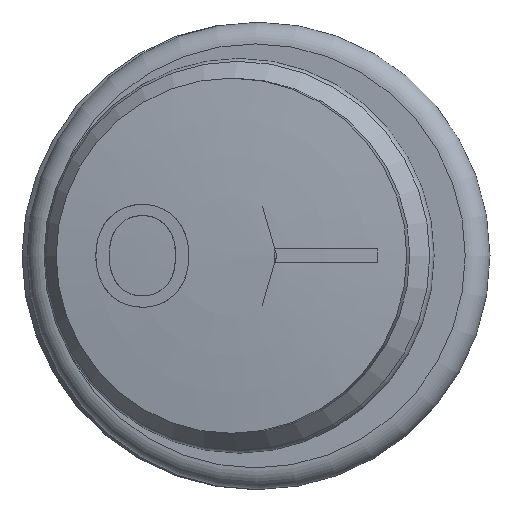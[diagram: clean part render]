
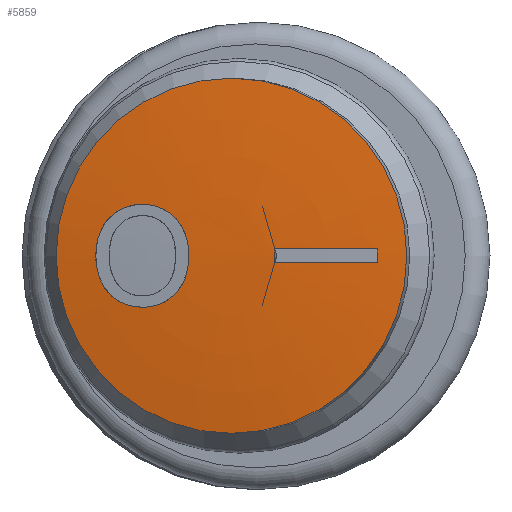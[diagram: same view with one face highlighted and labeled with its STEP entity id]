
A CAD part, top view. The second image highlights one B-rep face of the part: STEP entity #5859.
In plain terms, the highlighted toroidal (fillet/blend) face has major radius 1.27 mm and minor radius 108.622 mm.
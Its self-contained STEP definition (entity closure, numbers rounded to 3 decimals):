
#19=VERTEX_LOOP('',#3513);
#21=DEGENERATE_TOROIDAL_SURFACE('',#6441,1.27,108.622,
 .F.);
#301=B_SPLINE_CURVE_WITH_KNOTS('',3,(#11843,#11844,#11845,#11846,#11847,
#11848,#11849,#11850,#11851),.UNSPECIFIED.,.F.,.F.,(4,1,1,1,1,1,4),(0.,
0.25,0.5,0.563,0.625,0.75,1.),.UNSPECIFIED.);
#302=B_SPLINE_CURVE_WITH_KNOTS('',3,(#11854,#11855,#11856,#11857,#11858,
#11859,#11860,#11861,#11862,#11863,#11864,#11865,#11866,#11867,#11868,#11869,
#11870,#11871),.UNSPECIFIED.,.F.,.F.,(4,1,1,1,1,1,1,1,1,1,1,1,1,1,1,4),
(-0.004,-0.002,-0.002,-0.001,
0.,0.001,0.002,0.003,
0.004,0.005,0.006,0.006,
0.007,0.008,0.009,0.01),
 .UNSPECIFIED.);
#303=B_SPLINE_CURVE_WITH_KNOTS('',3,(#11872,#11873,#11874,#11875),
 .UNSPECIFIED.,.F.,.F.,(4,4),(0.,0.001),
 .UNSPECIFIED.);
#304=B_SPLINE_CURVE_WITH_KNOTS('',3,(#11878,#11879,#11880,#11881),
 .UNSPECIFIED.,.F.,.F.,(4,4),(0.,0.006),
 .UNSPECIFIED.);
#305=B_SPLINE_CURVE_WITH_KNOTS('',3,(#11883,#11884,#11885,#11886),
 .UNSPECIFIED.,.F.,.F.,(4,4),(0.,0.001),
 .UNSPECIFIED.);
#306=B_SPLINE_CURVE_WITH_KNOTS('',3,(#11888,#11889,#11890,#11891),
 .UNSPECIFIED.,.F.,.F.,(4,4),(0.,0.006),
 .UNSPECIFIED.);
#446=CIRCLE('',#6442,9.5);
#2089=ORIENTED_EDGE('',*,*,#2943,.T.);
#2090=ORIENTED_EDGE('',*,*,#2944,.T.);
#2091=ORIENTED_EDGE('',*,*,#2945,.F.);
#2092=ORIENTED_EDGE('',*,*,#2946,.T.);
#2093=ORIENTED_EDGE('',*,*,#2947,.F.);
#2094=ORIENTED_EDGE('',*,*,#2948,.F.);
#2095=ORIENTED_EDGE('',*,*,#2949,.F.);
#2943=EDGE_CURVE('',#3507,#3508,#301,.T.);
#2944=EDGE_CURVE('',#3508,#3507,#302,.T.);
#2945=EDGE_CURVE('',#3509,#3510,#303,.T.);
#2946=EDGE_CURVE('',#3509,#3511,#304,.T.);
#2947=EDGE_CURVE('',#3512,#3511,#305,.T.);
#2948=EDGE_CURVE('',#3510,#3512,#306,.T.);
#2949=EDGE_CURVE('',#3514,#3514,#446,.T.);
#3507=VERTEX_POINT('',#11852);
#3508=VERTEX_POINT('',#11853);
#3509=VERTEX_POINT('',#11876);
#3510=VERTEX_POINT('',#11877);
#3511=VERTEX_POINT('',#11882);
#3512=VERTEX_POINT('',#11887);
#3513=VERTEX_POINT('',#11892);
#3514=VERTEX_POINT('',#11894);
#4945=EDGE_LOOP('',(#2089,#2090));
#4946=EDGE_LOOP('',(#2091,#2092,#2093,#2094));
#4947=EDGE_LOOP('',(#2095));
#5327=FACE_BOUND('',#4945,.T.);
#5328=FACE_BOUND('',#4946,.T.);
#5329=FACE_BOUND('',#19,.T.);
#5330=FACE_BOUND('',#4947,.T.);
#5859=ADVANCED_FACE('',(#5327,#5328,#5329,#5330),#21,.F.);
#6441=AXIS2_PLACEMENT_3D('',#11842,#7776,#7777);
#6442=AXIS2_PLACEMENT_3D('',#11893,#7778,#7779);
#7776=DIRECTION('',(0.,0.,-1.));
#7777=DIRECTION('',(-1.,0.,0.));
#7778=DIRECTION('',(0.,0.,-1.));
#7779=DIRECTION('',(-1.,0.,0.));
#11842=CARTESIAN_POINT('',(0.,0.,-104.615));
#11843=CARTESIAN_POINT('',(2.612,1.551,3.922));
#11844=CARTESIAN_POINT('',(2.709,1.721,3.915));
#11845=CARTESIAN_POINT('',(2.994,2.088,3.897));
#11846=CARTESIAN_POINT('',(3.351,2.364,3.875));
#11847=CARTESIAN_POINT('',(3.677,2.528,3.856));
#11848=CARTESIAN_POINT('',(3.841,2.596,3.847));
#11849=CARTESIAN_POINT('',(4.175,2.704,3.828));
#11850=CARTESIAN_POINT('',(4.52,2.75,3.809));
#11851=CARTESIAN_POINT('',(4.781,2.75,3.795));
#11852=CARTESIAN_POINT('',(2.612,1.551,3.922));
#11853=CARTESIAN_POINT('',(4.781,2.75,3.795));
#11854=CARTESIAN_POINT('',(4.781,2.75,3.795));
#11855=CARTESIAN_POINT('',(5.377,2.75,3.763));
#11856=CARTESIAN_POINT('',(6.27,2.464,3.715));
#11857=CARTESIAN_POINT('',(7.02,1.513,3.68));
#11858=CARTESIAN_POINT('',(7.299,0.663,3.668));
#11859=CARTESIAN_POINT('',(7.35,-0.238,3.666));
#11860=CARTESIAN_POINT('',(7.189,-1.114,3.672));
#11861=CARTESIAN_POINT('',(6.769,-1.922,3.691));
#11862=CARTESIAN_POINT('',(6.063,-2.485,3.727));
#11863=CARTESIAN_POINT('',(5.205,-2.765,3.772));
#11864=CARTESIAN_POINT('',(4.302,-2.761,3.821));
#11865=CARTESIAN_POINT('',(3.453,-2.466,3.869));
#11866=CARTESIAN_POINT('',(2.764,-1.874,3.911));
#11867=CARTESIAN_POINT('',(2.354,-1.065,3.941));
#11868=CARTESIAN_POINT('',(2.199,-0.178,3.954));
#11869=CARTESIAN_POINT('',(2.271,0.718,3.948));
#11870=CARTESIAN_POINT('',(2.463,1.29,3.932));
#11871=CARTESIAN_POINT('',(2.612,1.551,3.922));
#11872=CARTESIAN_POINT('',(-7.92,0.366,3.617));
#11873=CARTESIAN_POINT('',(-7.92,0.122,3.618));
#11874=CARTESIAN_POINT('',(-7.92,-0.122,3.618));
#11875=CARTESIAN_POINT('',(-7.92,-0.366,3.617));
#11876=CARTESIAN_POINT('',(-7.92,0.366,3.617));
#11877=CARTESIAN_POINT('',(-7.92,-0.366,3.617));
#11878=CARTESIAN_POINT('',(-7.92,0.366,3.617));
#11879=CARTESIAN_POINT('',(-6.089,0.366,3.773));
#11880=CARTESIAN_POINT('',(-4.256,0.366,3.882));
#11881=CARTESIAN_POINT('',(-2.42,0.366,3.944));
#11882=CARTESIAN_POINT('',(-2.42,0.366,3.944));
#11883=CARTESIAN_POINT('',(-2.42,-0.366,3.944));
#11884=CARTESIAN_POINT('',(-2.42,-0.122,3.945));
#11885=CARTESIAN_POINT('',(-2.42,0.122,3.945));
#11886=CARTESIAN_POINT('',(-2.42,0.366,3.944));
#11887=CARTESIAN_POINT('',(-2.42,-0.366,3.944));
#11888=CARTESIAN_POINT('',(-7.92,-0.366,3.617));
#11889=CARTESIAN_POINT('',(-6.089,-0.366,3.773));
#11890=CARTESIAN_POINT('',(-4.256,-0.366,3.882));
#11891=CARTESIAN_POINT('',(-2.42,-0.366,3.944));
#11892=CARTESIAN_POINT('',(0.,0.,4.));
#11893=CARTESIAN_POINT('',(0.,0.,3.472));
#11894=CARTESIAN_POINT('',(-9.5,0.,3.472));
